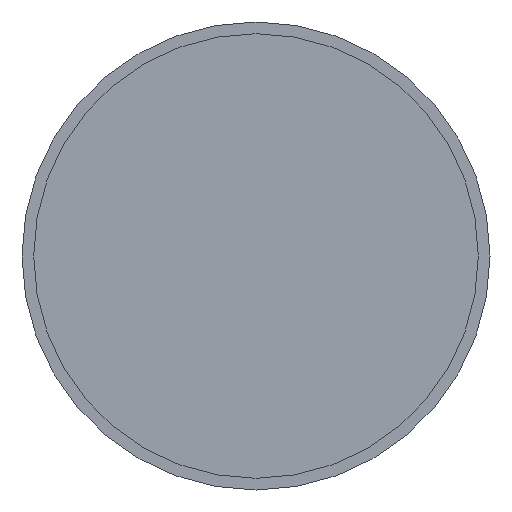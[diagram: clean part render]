
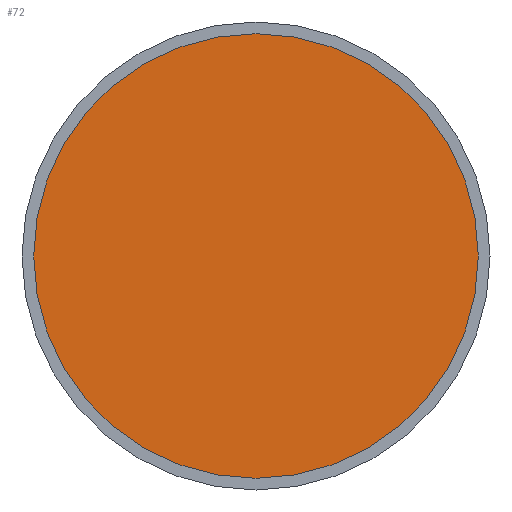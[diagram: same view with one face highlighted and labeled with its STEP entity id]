
A CAD part, front view. The second image highlights one B-rep face of the part: STEP entity #72.
In plain terms, the highlighted planar face has unit normal (0, -1, 0).
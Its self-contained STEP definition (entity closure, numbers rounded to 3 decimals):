
#72 = ADVANCED_FACE( '', ( #159 ), #160, .F. );
#159 = FACE_OUTER_BOUND( '', #265, .T. );
#160 = PLANE( '', #266 );
#265 = EDGE_LOOP( '', ( #442 ) );
#266 = AXIS2_PLACEMENT_3D( '', #443, #444, #445 );
#442 = ORIENTED_EDGE( '', *, *, #601, .T. );
#443 = CARTESIAN_POINT( '', ( 38., 3., 0. ) );
#444 = DIRECTION( '', ( 0., 1., 0. ) );
#445 = DIRECTION( '', ( 0., 0., 1. ) );
#601 = EDGE_CURVE( '', #694, #694, #695, .T. );
#694 = VERTEX_POINT( '', #813 );
#695 = CIRCLE( '', #814, 38. );
#813 = CARTESIAN_POINT( '', ( 0., 3., -38. ) );
#814 = AXIS2_PLACEMENT_3D( '', #912, #913, #914 );
#912 = CARTESIAN_POINT( '', ( 0., 3., 0. ) );
#913 = DIRECTION( '', ( 0., -1., 0. ) );
#914 = DIRECTION( '', ( 0., 0., -1. ) );
